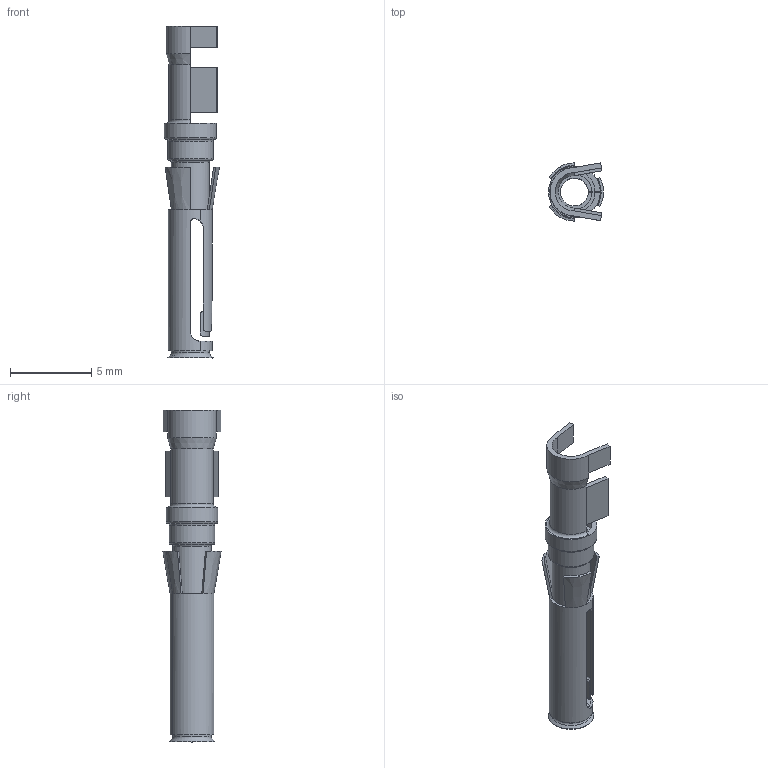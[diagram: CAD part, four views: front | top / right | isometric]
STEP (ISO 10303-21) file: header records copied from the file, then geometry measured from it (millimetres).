
FILE_DESCRIPTION(('CATIA V5 STEP Exchange','CAx-IF Rec.Pracs.--- Model Styling and Organization---1.4--- 2014-01-23'),'2;1');
FILE_NAME ('D1452997_0_1582440000_1582440000.stp','2018-11-26T10:35:59+00:00',('none'),('Weidmueller'),'CATIA Version 5-6 Release 2016 SP3 HF44','CATIA V5 STEP AP214','none');
FILE_SCHEMA(('AUTOMOTIVE_DESIGN { 1 0 10303 214 1 1 1 1 }'));
Length unit declared in the file: millimetre
Products named in the file (1): 1582440000
Bounding box: 3.4 x 3.6 x 20.49 mm (x, y, z)
Volume: 49.3 mm3; surface area: 429.6 mm2
Topology: 2 solids, 2 shells, 123 faces, 344 edges, 222 vertices
Faces by surface type: plane 61, cylinder 37, cone 16, torus 9
Entity records: 3843 total; most frequent: CARTESIAN_POINT 906, ORIENTED_EDGE 688, DIRECTION 461, EDGE_CURVE 344, VERTEX_POINT 222, VECTOR 197, LINE 197, AXIS2_PLACEMENT_3D 180
